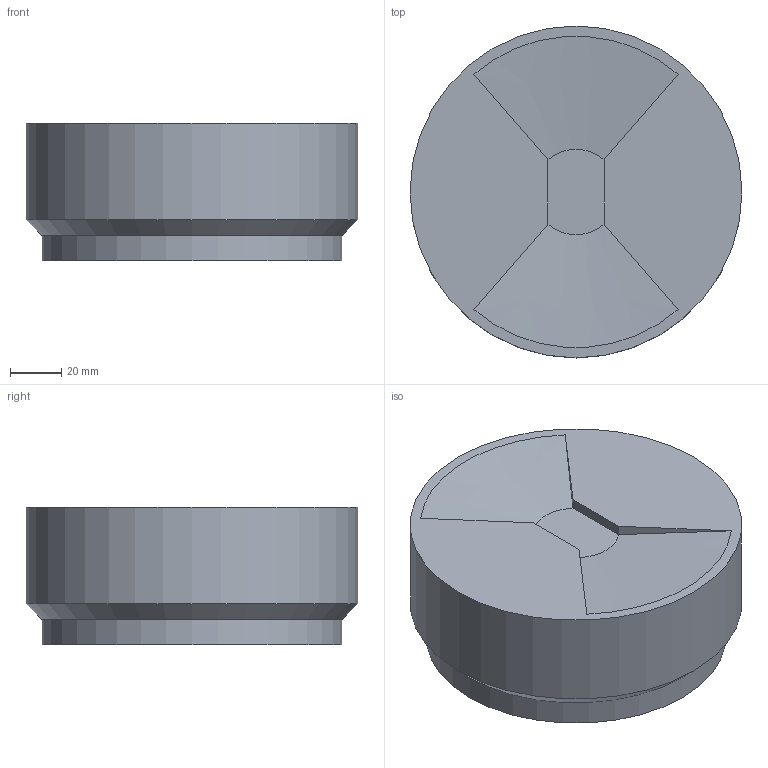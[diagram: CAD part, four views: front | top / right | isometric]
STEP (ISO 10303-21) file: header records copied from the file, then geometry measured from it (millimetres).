
FILE_DESCRIPTION(/* description */ ('Unknown'),/* implementation_level */ '2;1');
FILE_NAME(/* name */ 'SN 8400 AHB RD',/* time_stamp */ '2021-02-09T13:30:11+01:00',/* author */ ('Unknown'),/* organization */ ('Unknown'),/* preprocessor_version */ 'ST-DEVELOPER v16.7',/* originating_system */ 'Solid Edge',/* authorisation */ 'Unknown');
FILE_SCHEMA (('AUTOMOTIVE_DESIGN {1 0 10303 214 3 1 1}'));
Length unit declared in the file: millimetre
Products named in the file (1): SN 8400 ALB RD
Bounding box: 130 x 130 x 53.77 mm (x, y, z)
Volume: 671562.4 mm3; surface area: 47208.9 mm2
Topology: 1 solids, 1 shells, 15 faces, 29 edges, 18 vertices
Faces by surface type: plane 10, cone 3, cylinder 2
Full cylindrical faces by diameter (mm): 117.5 x1, 130 x1
Entity records: 386 total; most frequent: DIRECTION 66, CARTESIAN_POINT 58, ORIENTED_EDGE 50, EDGE_CURVE 25, AXIS2_PLACEMENT_3D 25, EDGE_LOOP 20, FACE_BOUND 20, VERTEX_POINT 17
